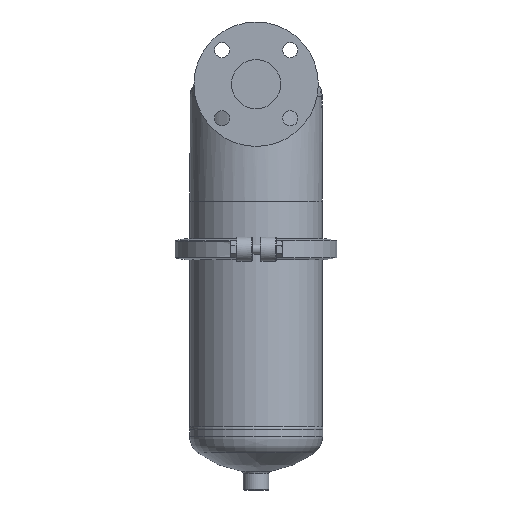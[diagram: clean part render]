
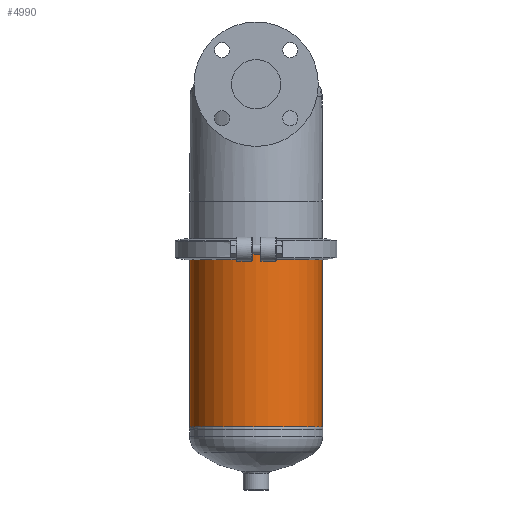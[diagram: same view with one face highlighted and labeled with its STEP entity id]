
A CAD part, left-side view. The second image highlights one B-rep face of the part: STEP entity #4990.
In plain terms, the highlighted cylindrical face has radius 82.6 mm (diameter 165.2 mm), a full revolution.
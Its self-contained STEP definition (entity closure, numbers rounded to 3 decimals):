
#4739=CARTESIAN_POINT('',(-82.6,0.0,-281.066));
#4740=VERTEX_POINT('',#4739);
#4741=CARTESIAN_POINT('',(0.,0.0,-281.066));
#4742=DIRECTION('',(0.0,0.0,-1.0));
#4743=DIRECTION('',(-1.0,0.0,0.0));
#4744=AXIS2_PLACEMENT_3D('',#4741,#4742,#4743);
#4745=CIRCLE('',#4744,82.6);
#4746=EDGE_CURVE('',#4740,#4740,#4745,.T.);
#4964=CARTESIAN_POINT('',(-82.6,0.0,-66.268));
#4965=VERTEX_POINT('',#4964);
#4966=CARTESIAN_POINT('',(0.,0.0,-66.268));
#4967=DIRECTION('',(0.0,0.0,-1.0));
#4968=DIRECTION('',(-1.0,0.0,0.0));
#4969=AXIS2_PLACEMENT_3D('',#4966,#4967,#4968);
#4970=CIRCLE('',#4969,82.6);
#4971=EDGE_CURVE('',#4965,#4965,#4970,.T.);
#4979=CARTESIAN_POINT('',(0.,0.0,-173.667));
#4980=DIRECTION('',(0.,0.0,-1.0));
#4981=DIRECTION('',(-1.0,0.0,0.0));
#4982=AXIS2_PLACEMENT_3D('',#4979,#4980,#4981);
#4983=CYLINDRICAL_SURFACE('',#4982,82.6);
#4984=ORIENTED_EDGE('',*,*,#4746,.F.);
#4985=EDGE_LOOP('',(#4984));
#4986=FACE_OUTER_BOUND('',#4985,.T.);
#4987=ORIENTED_EDGE('',*,*,#4971,.T.);
#4988=EDGE_LOOP('',(#4987));
#4989=FACE_BOUND('',#4988,.T.);
#4990=ADVANCED_FACE('',(#4986,#4989),#4983,.T.);
